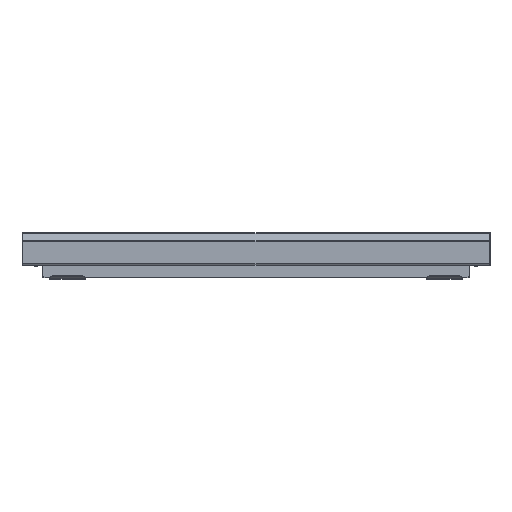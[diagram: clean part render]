
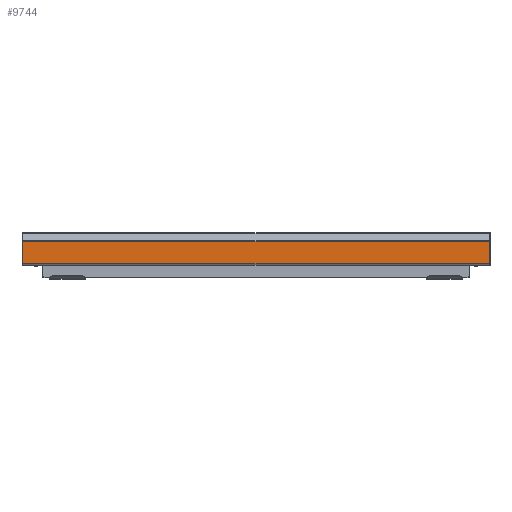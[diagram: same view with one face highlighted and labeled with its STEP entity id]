
A CAD part, top view. The second image highlights one B-rep face of the part: STEP entity #9744.
In plain terms, the highlighted planar face has unit normal (0, 0, 1).
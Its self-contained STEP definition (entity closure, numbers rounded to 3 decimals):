
#357 = CARTESIAN_POINT ( 'NONE',  ( 527.5, -19.054, 293. ) ) ;
#636 = ORIENTED_EDGE ( 'NONE', *, *, #1092, .F. ) ;
#1092 = EDGE_CURVE ( 'NONE', #9364, #11056, #10883, .T. ) ;
#1272 = LINE ( 'NONE', #4598, #10002 ) ;
#2530 = FACE_OUTER_BOUND ( 'NONE', #15497, .T. ) ;
#2872 = CARTESIAN_POINT ( 'NONE',  ( 527.5, -19.054, 293. ) ) ;
#3759 = DIRECTION ( 'NONE',  ( 1., 0., 0. ) ) ;
#4598 = CARTESIAN_POINT ( 'NONE',  ( -527.5, -69.906, 293. ) ) ;
#5530 = ORIENTED_EDGE ( 'NONE', *, *, #5795, .F. ) ;
#5795 = EDGE_CURVE ( 'NONE', #11056, #7852, #13666, .T. ) ;
#6014 = DIRECTION ( 'NONE',  ( 0., -1., 0. ) ) ;
#6558 = DIRECTION ( 'NONE',  ( 0., -1., 0. ) ) ;
#7266 = EDGE_CURVE ( 'NONE', #14875, #7852, #1272, .T. ) ;
#7494 = ORIENTED_EDGE ( 'NONE', *, *, #7266, .T. ) ;
#7852 = VERTEX_POINT ( 'NONE', #13579 ) ;
#7898 = CARTESIAN_POINT ( 'NONE',  ( -527.5, -19.054, 293. ) ) ;
#8288 = AXIS2_PLACEMENT_3D ( 'NONE', #11153, #8696, #6014 ) ;
#8563 = VECTOR ( 'NONE', #6558, 1000. ) ;
#8696 = DIRECTION ( 'NONE',  ( 0., 0., 1. ) ) ;
#9311 = VECTOR ( 'NONE', #12484, 1000. ) ;
#9364 = VERTEX_POINT ( 'NONE', #14024 ) ;
#9744 = ADVANCED_FACE ( 'NONE', ( #2530 ), #12260, .T. ) ;
#9954 = EDGE_CURVE ( 'NONE', #9364, #14875, #12580, .T. ) ;
#10002 = VECTOR ( 'NONE', #10611, 1000. ) ;
#10016 = VECTOR ( 'NONE', #3759, 1000. ) ;
#10611 = DIRECTION ( 'NONE',  ( 1., 0., 0. ) ) ;
#10883 = LINE ( 'NONE', #14677, #10016 ) ;
#11056 = VERTEX_POINT ( 'NONE', #2872 ) ;
#11153 = CARTESIAN_POINT ( 'NONE',  ( -527.5, -19.054, 293. ) ) ;
#11364 = CARTESIAN_POINT ( 'NONE',  ( -527.5, -69.906, 293. ) ) ;
#12260 = PLANE ( 'NONE',  #8288 ) ;
#12484 = DIRECTION ( 'NONE',  ( 0., -1., 0. ) ) ;
#12580 = LINE ( 'NONE', #7898, #8563 ) ;
#13579 = CARTESIAN_POINT ( 'NONE',  ( 527.5, -69.906, 293. ) ) ;
#13666 = LINE ( 'NONE', #357, #9311 ) ;
#14024 = CARTESIAN_POINT ( 'NONE',  ( -527.5, -19.054, 293. ) ) ;
#14295 = ORIENTED_EDGE ( 'NONE', *, *, #9954, .T. ) ;
#14677 = CARTESIAN_POINT ( 'NONE',  ( -527.5, -19.054, 293. ) ) ;
#14875 = VERTEX_POINT ( 'NONE', #11364 ) ;
#15497 = EDGE_LOOP ( 'NONE', ( #7494, #5530, #636, #14295 ) ) ;
